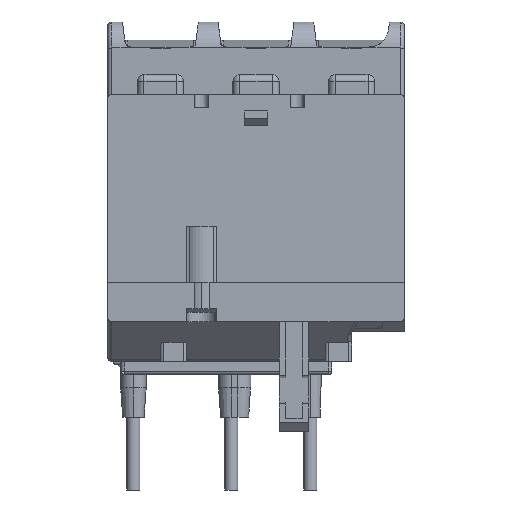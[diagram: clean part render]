
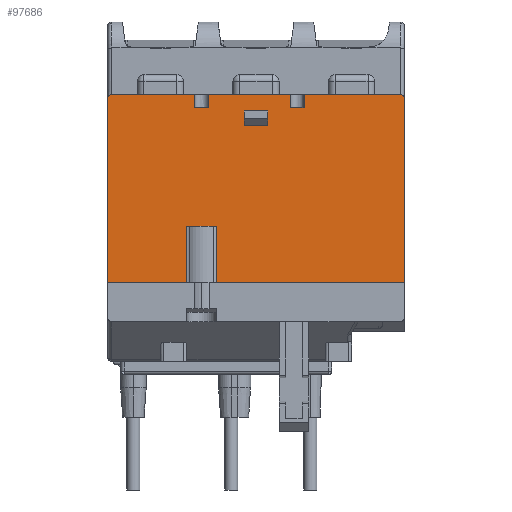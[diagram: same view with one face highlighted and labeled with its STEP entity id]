
A CAD part, front view. The second image highlights one B-rep face of the part: STEP entity #97686.
In plain terms, the highlighted planar face has unit normal (0, -1, 0).
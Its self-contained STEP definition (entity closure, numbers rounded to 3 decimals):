
#73395=DIRECTION('',(1.,0.,0.));
#73396=VECTOR('',#73395,11.928);
#73397=CARTESIAN_POINT('',(17.015,-43.985,
14.61));
#73398=LINE('',#73397,#73396);
#73399=DIRECTION('',(0.,0.,-1.));
#73400=VECTOR('',#73399,27.9);
#73401=CARTESIAN_POINT('',(28.944,-43.985,
14.61));
#73402=LINE('',#73401,#73400);
#73403=CARTESIAN_POINT('',(28.344,-43.985,
-13.29));
#73404=DIRECTION('',(0.,1.,0.));
#73405=DIRECTION('',(1.,0.,0.));
#73406=AXIS2_PLACEMENT_3D('',#73403,#73404,#73405);
#73408=DIRECTION('',(-1.,0.,0.));
#73409=VECTOR('',#73408,12.6);
#73410=CARTESIAN_POINT('',(28.344,-43.985,
-13.89));
#73411=LINE('',#73410,#73409);
#73412=DIRECTION('',(-1.,0.,0.));
#73413=VECTOR('',#73412,2.1);
#73414=CARTESIAN_POINT('',(15.744,-43.985,
-11.89));
#73415=LINE('',#73414,#73413);
#73416=DIRECTION('',(-1.,0.,0.));
#73417=VECTOR('',#73416,2.1);
#73418=CARTESIAN_POINT('',(1.244,-43.985,
-11.89));
#73419=LINE('',#73418,#73417);
#73420=DIRECTION('',(-1.,0.,0.));
#73421=VECTOR('',#73420,14.6);
#73422=CARTESIAN_POINT('',(-0.856,-43.985,
-13.89));
#73423=LINE('',#73422,#73421);
#73424=CARTESIAN_POINT('',(-15.456,-43.985,
-13.29));
#73425=DIRECTION('',(0.,1.,0.));
#73426=DIRECTION('',(0.,0.,-1.));
#73427=AXIS2_PLACEMENT_3D('',#73424,#73425,#73426);
#73429=DIRECTION('',(0.,0.,1.));
#73430=VECTOR('',#73429,27.9);
#73431=CARTESIAN_POINT('',(-16.056,-43.985,
-13.29));
#73432=LINE('',#73431,#73430);
#73433=DIRECTION('',(1.,0.,0.));
#73434=VECTOR('',#73433,28.428);
#73435=CARTESIAN_POINT('',(-16.056,-43.985,
14.61));
#73436=LINE('',#73435,#73434);
#73437=DIRECTION('',(0.,0.,1.));
#73438=VECTOR('',#73437,2.2);
#73439=CARTESIAN_POINT('',(8.194,-43.985,
-11.39));
#73440=LINE('',#73439,#73438);
#73445=DIRECTION('',(0.,0.,1.));
#73446=VECTOR('',#73445,8.5);
#73447=CARTESIAN_POINT('',(12.372,-43.985,
6.11));
#73448=LINE('',#73447,#73446);
#73449=DIRECTION('',(0.,0.,-1.));
#73450=VECTOR('',#73449,8.5);
#73451=CARTESIAN_POINT('',(17.015,-43.985,
14.61));
#73452=LINE('',#73451,#73450);
#73472=DIRECTION('',(-1.,0.,0.));
#73473=VECTOR('',#73472,4.643);
#73474=CARTESIAN_POINT('',(17.015,-43.985,
6.11));
#73475=LINE('',#73474,#73473);
#85869=DIRECTION('',(1.,0.,0.));
#85870=VECTOR('',#85869,12.4);
#85871=CARTESIAN_POINT('',(1.244,-43.985,
-13.89));
#85872=LINE('',#85871,#85870);
#86020=DIRECTION('',(0.,0.,1.));
#86021=VECTOR('',#86020,2.);
#86022=CARTESIAN_POINT('',(-0.856,-43.985,
-13.89));
#86023=LINE('',#86022,#86021);
#86074=DIRECTION('',(0.,0.,-1.));
#86075=VECTOR('',#86074,2.);
#86076=CARTESIAN_POINT('',(1.244,-43.985,
-11.89));
#86077=LINE('',#86076,#86075);
#86086=DIRECTION('',(0.,0.,1.));
#86087=VECTOR('',#86086,2.);
#86088=CARTESIAN_POINT('',(13.644,-43.985,
-13.89));
#86089=LINE('',#86088,#86087);
#86146=DIRECTION('',(0.,0.,-1.));
#86147=VECTOR('',#86146,2.);
#86148=CARTESIAN_POINT('',(15.744,-43.985,
-11.89));
#86149=LINE('',#86148,#86147);
#87191=DIRECTION('',(1.,0.,0.));
#87192=VECTOR('',#87191,3.5);
#87193=CARTESIAN_POINT('',(4.694,-43.985,
-9.19));
#87194=LINE('',#87193,#87192);
#87211=DIRECTION('',(-1.,0.,0.));
#87212=VECTOR('',#87211,3.5);
#87213=CARTESIAN_POINT('',(8.194,-43.985,
-11.39));
#87214=LINE('',#87213,#87212);
#87223=DIRECTION('',(0.,0.,1.));
#87224=VECTOR('',#87223,2.2);
#87225=CARTESIAN_POINT('',(4.694,-43.985,
-11.39));
#87226=LINE('',#87225,#87224);
#89517=CARTESIAN_POINT('',(-16.056,-43.985,
14.61));
#89518=VERTEX_POINT('',#89517);
#89519=CARTESIAN_POINT('',(-16.056,-43.985,
-13.29));
#89520=VERTEX_POINT('',#89519);
#92357=CARTESIAN_POINT('',(-15.456,-43.985,
-13.89));
#92358=VERTEX_POINT('',#92357);
#92359=CARTESIAN_POINT('',(12.372,-43.985,
6.11));
#92360=CARTESIAN_POINT('',(12.372,-43.985,
14.61));
#92361=VERTEX_POINT('',#92359);
#92362=VERTEX_POINT('',#92360);
#92363=CARTESIAN_POINT('',(17.015,-43.985,
6.11));
#92364=VERTEX_POINT('',#92363);
#92365=CARTESIAN_POINT('',(17.015,-43.985,
14.61));
#92366=VERTEX_POINT('',#92365);
#92367=CARTESIAN_POINT('',(28.944,-43.985,
14.61));
#92368=VERTEX_POINT('',#92367);
#92369=CARTESIAN_POINT('',(28.944,-43.985,
-13.29));
#92370=VERTEX_POINT('',#92369);
#92371=CARTESIAN_POINT('',(28.344,-43.985,
-13.89));
#92372=VERTEX_POINT('',#92371);
#92373=CARTESIAN_POINT('',(15.744,-43.985,
-13.89));
#92374=VERTEX_POINT('',#92373);
#92375=CARTESIAN_POINT('',(15.744,-43.985,
-11.89));
#92376=VERTEX_POINT('',#92375);
#92377=CARTESIAN_POINT('',(13.644,-43.985,
-11.89));
#92378=VERTEX_POINT('',#92377);
#92379=CARTESIAN_POINT('',(13.644,-43.985,
-13.89));
#92380=VERTEX_POINT('',#92379);
#92381=CARTESIAN_POINT('',(1.244,-43.985,
-13.89));
#92382=VERTEX_POINT('',#92381);
#92383=CARTESIAN_POINT('',(1.244,-43.985,
-11.89));
#92384=VERTEX_POINT('',#92383);
#92385=CARTESIAN_POINT('',(-0.856,-43.985,
-11.89));
#92386=VERTEX_POINT('',#92385);
#92387=CARTESIAN_POINT('',(-0.856,-43.985,
-13.89));
#92388=VERTEX_POINT('',#92387);
#92389=CARTESIAN_POINT('',(8.194,-43.985,
-11.39));
#92390=CARTESIAN_POINT('',(8.194,-43.985,
-9.19));
#92391=VERTEX_POINT('',#92389);
#92392=VERTEX_POINT('',#92390);
#92393=CARTESIAN_POINT('',(4.694,-43.985,
-9.19));
#92394=VERTEX_POINT('',#92393);
#92395=CARTESIAN_POINT('',(4.694,-43.985,
-11.39));
#92396=VERTEX_POINT('',#92395);
#97637=CARTESIAN_POINT('',(6.444,-43.985,0.36));
#97638=DIRECTION('',(0.,1.,0.));
#97639=DIRECTION('',(0.,0.,-1.));
#97640=AXIS2_PLACEMENT_3D('',#97637,#97638,#97639);
#97641=PLANE('',#97640);
#97643=ORIENTED_EDGE('',*,*,#97642,.F.);
#97645=ORIENTED_EDGE('',*,*,#97644,.F.);
#97647=ORIENTED_EDGE('',*,*,#97646,.F.);
#97648=ORIENTED_EDGE('',*,*,#94043,.T.);
#97649=ORIENTED_EDGE('',*,*,#94131,.T.);
#97651=ORIENTED_EDGE('',*,*,#97650,.T.);
#97653=ORIENTED_EDGE('',*,*,#97652,.T.);
#97655=ORIENTED_EDGE('',*,*,#97654,.F.);
#97657=ORIENTED_EDGE('',*,*,#97656,.T.);
#97659=ORIENTED_EDGE('',*,*,#97658,.F.);
#97661=ORIENTED_EDGE('',*,*,#97660,.F.);
#97663=ORIENTED_EDGE('',*,*,#97662,.F.);
#97665=ORIENTED_EDGE('',*,*,#97664,.T.);
#97667=ORIENTED_EDGE('',*,*,#97666,.F.);
#97669=ORIENTED_EDGE('',*,*,#97668,.T.);
#97671=ORIENTED_EDGE('',*,*,#97670,.T.);
#97672=ORIENTED_EDGE('',*,*,#96634,.T.);
#97673=ORIENTED_EDGE('',*,*,#94051,.T.);
#97674=EDGE_LOOP('',(#97643,#97645,#97647,#97648,#97649,#97651,#97653,#97655,
#97657,#97659,#97661,#97663,#97665,#97667,#97669,#97671,#97672,#97673));
#97675=FACE_OUTER_BOUND('',#97674,.F.);
#97677=ORIENTED_EDGE('',*,*,#97676,.T.);
#97679=ORIENTED_EDGE('',*,*,#97678,.F.);
#97681=ORIENTED_EDGE('',*,*,#97680,.F.);
#97683=ORIENTED_EDGE('',*,*,#97682,.F.);
#97684=EDGE_LOOP('',(#97677,#97679,#97681,#97683));
#97685=FACE_BOUND('',#97684,.F.);
#73407=CIRCLE('',#73406,0.6);
#73428=CIRCLE('',#73427,0.6);
#94043=EDGE_CURVE('',#92366,#92368,#73398,.T.);
#94051=EDGE_CURVE('',#89518,#92362,#73436,.T.);
#94131=EDGE_CURVE('',#92368,#92370,#73402,.T.);
#96634=EDGE_CURVE('',#89520,#89518,#73432,.T.);
#97642=EDGE_CURVE('',#92361,#92362,#73448,.T.);
#97644=EDGE_CURVE('',#92364,#92361,#73475,.T.);
#97646=EDGE_CURVE('',#92366,#92364,#73452,.T.);
#97650=EDGE_CURVE('',#92370,#92372,#73407,.T.);
#97652=EDGE_CURVE('',#92372,#92374,#73411,.T.);
#97654=EDGE_CURVE('',#92376,#92374,#86149,.T.);
#97656=EDGE_CURVE('',#92376,#92378,#73415,.T.);
#97658=EDGE_CURVE('',#92380,#92378,#86089,.T.);
#97660=EDGE_CURVE('',#92382,#92380,#85872,.T.);
#97662=EDGE_CURVE('',#92384,#92382,#86077,.T.);
#97664=EDGE_CURVE('',#92384,#92386,#73419,.T.);
#97666=EDGE_CURVE('',#92388,#92386,#86023,.T.);
#97668=EDGE_CURVE('',#92388,#92358,#73423,.T.);
#97670=EDGE_CURVE('',#92358,#89520,#73428,.T.);
#97676=EDGE_CURVE('',#92391,#92392,#73440,.T.);
#97678=EDGE_CURVE('',#92394,#92392,#87194,.T.);
#97680=EDGE_CURVE('',#92396,#92394,#87226,.T.);
#97682=EDGE_CURVE('',#92391,#92396,#87214,.T.);
#97686=ADVANCED_FACE('',(#97675,#97685),#97641,.F.);
